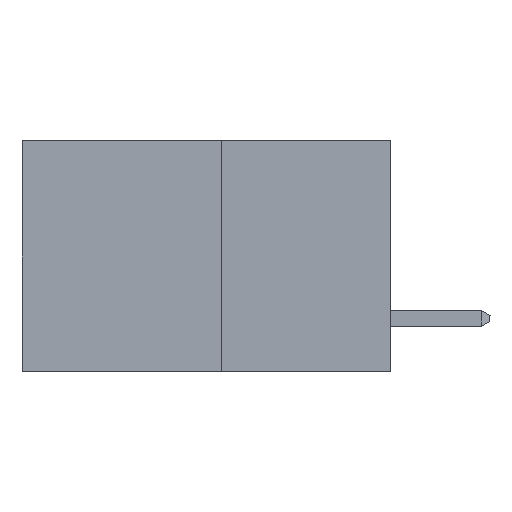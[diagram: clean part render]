
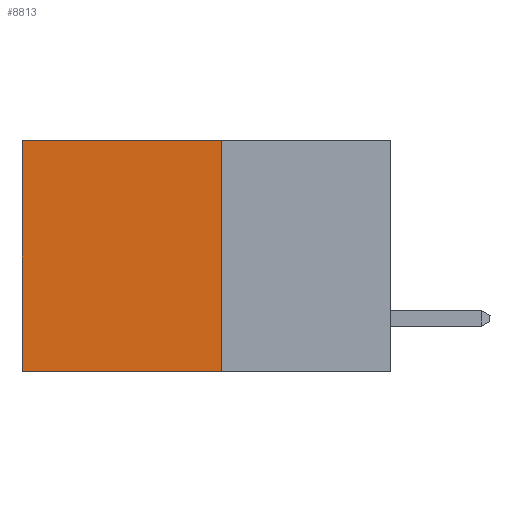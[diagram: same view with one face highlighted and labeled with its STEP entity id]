
A CAD part, left-side view. The second image highlights one B-rep face of the part: STEP entity #8813.
In plain terms, the highlighted planar face has unit normal (-1, 0, 0).
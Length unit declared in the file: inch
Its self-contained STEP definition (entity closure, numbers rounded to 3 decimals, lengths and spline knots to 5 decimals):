
#411 = LINE ( 'NONE', #6770, #3690 ) ;
#418 = DIRECTION ( 'NONE',  ( 0., 1., 0. ) ) ;
#569 = VERTEX_POINT ( 'NONE', #3603 ) ;
#874 = CARTESIAN_POINT ( 'NONE',  ( 0.277, 0.27, -0.37 ) ) ;
#902 = ORIENTED_EDGE ( 'NONE', *, *, #8419, .T. ) ;
#938 = LINE ( 'NONE', #5719, #4448 ) ;
#966 = CARTESIAN_POINT ( 'NONE',  ( 0.277, 0.27, -0.37 ) ) ;
#2042 = ORIENTED_EDGE ( 'NONE', *, *, #4785, .T. ) ;
#2052 = ORIENTED_EDGE ( 'NONE', *, *, #7931, .F. ) ;
#2096 = VECTOR ( 'NONE', #7662, 39.37008 ) ;
#2488 = CARTESIAN_POINT ( 'NONE',  ( 0.277, 0.59, 0. ) ) ;
#3025 = EDGE_CURVE ( 'NONE', #569, #7036, #7811, .T. ) ;
#3410 = ORIENTED_EDGE ( 'NONE', *, *, #3025, .F. ) ;
#3603 = CARTESIAN_POINT ( 'NONE',  ( 0.277, 0.27, 0. ) ) ;
#3690 = VECTOR ( 'NONE', #418, 39.37008 ) ;
#3762 = CARTESIAN_POINT ( 'NONE',  ( 0.277, 0.27, -0.37 ) ) ;
#3812 = CARTESIAN_POINT ( 'NONE',  ( 0.277, 0.27, -0.37 ) ) ;
#4132 = DIRECTION ( 'NONE',  ( 1., 0., 0. ) ) ;
#4425 = AXIS2_PLACEMENT_3D ( 'NONE', #874, #4132, #9338 ) ;
#4448 = VECTOR ( 'NONE', #5684, 39.37008 ) ;
#4785 = EDGE_CURVE ( 'NONE', #6497, #7168, #938, .T. ) ;
#5684 = DIRECTION ( 'NONE',  ( 0., 0., -1. ) ) ;
#5719 = CARTESIAN_POINT ( 'NONE',  ( 0.277, 0.59, -0.37 ) ) ;
#6497 = VERTEX_POINT ( 'NONE', #2488 ) ;
#6544 = FACE_OUTER_BOUND ( 'NONE', #8355, .T. ) ;
#6770 = CARTESIAN_POINT ( 'NONE',  ( 0.277, 0.27, 0. ) ) ;
#7036 = VERTEX_POINT ( 'NONE', #966 ) ;
#7168 = VERTEX_POINT ( 'NONE', #9525 ) ;
#7615 = VECTOR ( 'NONE', #9045, 39.37008 ) ;
#7662 = DIRECTION ( 'NONE',  ( 0., 1., 0. ) ) ;
#7811 = LINE ( 'NONE', #3762, #7615 ) ;
#7931 = EDGE_CURVE ( 'NONE', #7036, #7168, #8226, .T. ) ;
#8226 = LINE ( 'NONE', #3812, #2096 ) ;
#8355 = EDGE_LOOP ( 'NONE', ( #2042, #2052, #3410, #902 ) ) ;
#8419 = EDGE_CURVE ( 'NONE', #569, #6497, #411, .T. ) ;
#8659 = PLANE ( 'NONE',  #4425 ) ;
#8813 = ADVANCED_FACE ( 'NONE', ( #6544 ), #8659, .F. ) ;
#9045 = DIRECTION ( 'NONE',  ( 0., 0., -1. ) ) ;
#9338 = DIRECTION ( 'NONE',  ( 0., 0., -1. ) ) ;
#9525 = CARTESIAN_POINT ( 'NONE',  ( 0.277, 0.59, -0.37 ) ) ;
